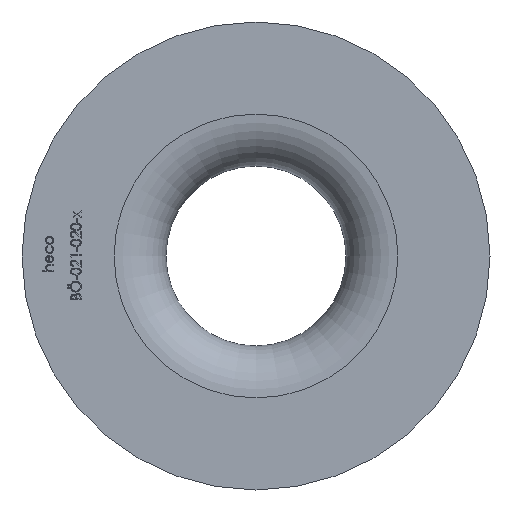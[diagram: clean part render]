
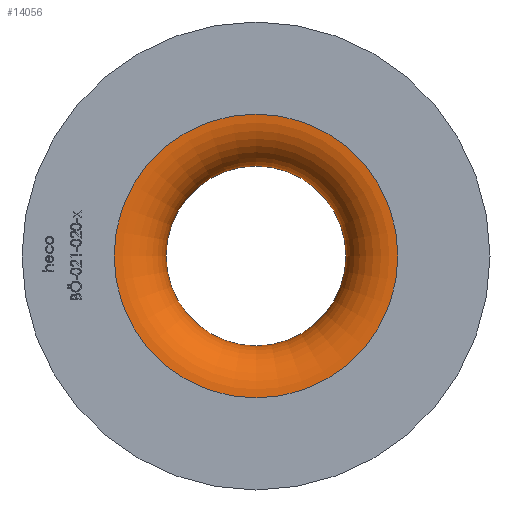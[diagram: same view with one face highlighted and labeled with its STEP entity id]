
A CAD part, left-side view. The second image highlights one B-rep face of the part: STEP entity #14056.
In plain terms, the highlighted toroidal (fillet/blend) face has major radius 13.65 mm and minor radius 5 mm.
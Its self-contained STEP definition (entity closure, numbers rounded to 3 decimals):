
#68 = AXIS2_PLACEMENT_3D ( 'NONE', #10870, #14009, #6118 ) ;
#297 = EDGE_CURVE ( 'NONE', #8849, #8849, #11012, .T. ) ;
#1994 = AXIS2_PLACEMENT_3D ( 'NONE', #3590, #7004, #2465 ) ;
#2039 = EDGE_CURVE ( 'NONE', #13304, #13304, #4855, .T. ) ;
#2130 = CARTESIAN_POINT ( 'NONE',  ( 5., 0., 8.65 ) ) ;
#2405 = FACE_OUTER_BOUND ( 'NONE', #13385, .T. ) ;
#2465 = DIRECTION ( 'NONE',  ( 0., 0., 1. ) ) ;
#3010 = DIRECTION ( 'NONE',  ( -1., 0., 0. ) ) ;
#3590 = CARTESIAN_POINT ( 'NONE',  ( 0., 0., 0. ) ) ;
#4052 = CARTESIAN_POINT ( 'NONE',  ( 5., 0., 0. ) ) ;
#4855 = CIRCLE ( 'NONE', #1994, 13.65 ) ;
#6118 = DIRECTION ( 'NONE',  ( 0., 0., 1. ) ) ;
#6506 = TOROIDAL_SURFACE ( 'NONE', #68, 13.65, 5. ) ;
#7004 = DIRECTION ( 'NONE',  ( -1., 0., 0. ) ) ;
#8012 = ORIENTED_EDGE ( 'NONE', *, *, #297, .F. ) ;
#8849 = VERTEX_POINT ( 'NONE', #2130 ) ;
#10063 = AXIS2_PLACEMENT_3D ( 'NONE', #4052, #3010, #13951 ) ;
#10626 = EDGE_LOOP ( 'NONE', ( #8012 ) ) ;
#10870 = CARTESIAN_POINT ( 'NONE',  ( 5., 0., 0. ) ) ;
#11012 = CIRCLE ( 'NONE', #10063, 8.65 ) ;
#11441 = ORIENTED_EDGE ( 'NONE', *, *, #2039, .T. ) ;
#11919 = CARTESIAN_POINT ( 'NONE',  ( 0., 0., 13.65 ) ) ;
#12486 = FACE_OUTER_BOUND ( 'NONE', #10626, .T. ) ;
#13304 = VERTEX_POINT ( 'NONE', #11919 ) ;
#13385 = EDGE_LOOP ( 'NONE', ( #11441 ) ) ;
#13951 = DIRECTION ( 'NONE',  ( 0., 0., 1. ) ) ;
#14009 = DIRECTION ( 'NONE',  ( -1., 0., 0. ) ) ;
#14056 = ADVANCED_FACE ( 'NONE', ( #12486, #2405 ), #6506, .T. ) ;
